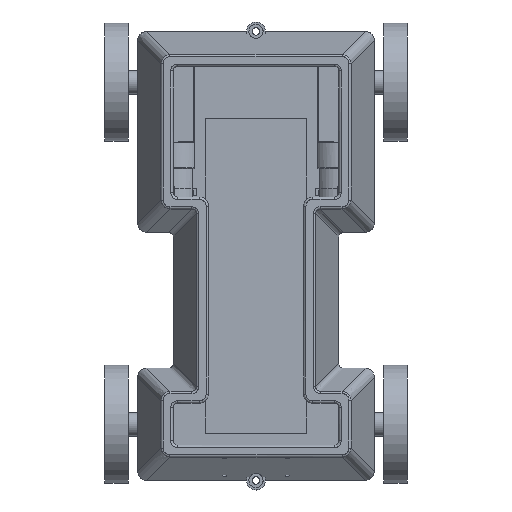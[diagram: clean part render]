
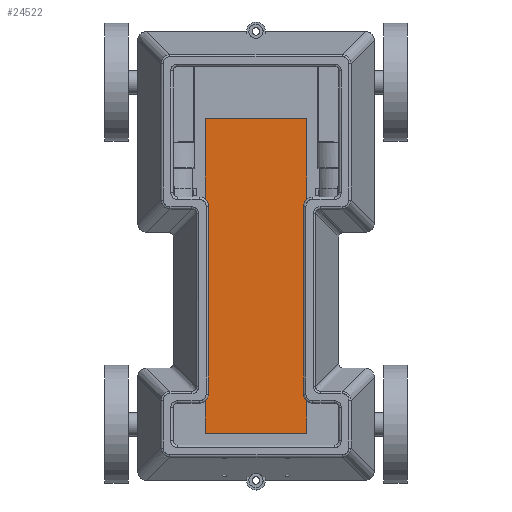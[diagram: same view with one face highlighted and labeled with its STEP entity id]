
A CAD part, top view. The second image highlights one B-rep face of the part: STEP entity #24522.
In plain terms, the highlighted planar face has unit normal (0, 0, 1).
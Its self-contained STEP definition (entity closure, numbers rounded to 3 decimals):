
#24142=CARTESIAN_POINT('Vertex',(21.5,-45.,3.)) ;
#24156=CARTESIAN_POINT('Vertex',(29.5,-45.,3.)) ;
#24159=CARTESIAN_POINT('Line Origine',(25.5,-45.,3.)) ;
#24187=CARTESIAN_POINT('Vertex',(29.5,8.,3.)) ;
#24190=CARTESIAN_POINT('Line Origine',(29.5,-18.5,3.)) ;
#24218=CARTESIAN_POINT('Vertex',(21.5,8.,3.)) ;
#24221=CARTESIAN_POINT('Line Origine',(25.5,8.,3.)) ;
#24249=CARTESIAN_POINT('Vertex',(21.5,58.,3.)) ;
#24252=CARTESIAN_POINT('Line Origine',(21.5,33.,3.)) ;
#24280=CARTESIAN_POINT('Vertex',(-21.5,58.,3.)) ;
#24283=CARTESIAN_POINT('Line Origine',(0.,58.,3.)) ;
#24311=CARTESIAN_POINT('Vertex',(-21.5,8.,3.)) ;
#24314=CARTESIAN_POINT('Line Origine',(-21.5,33.,3.)) ;
#24337=CARTESIAN_POINT('Vertex',(-29.5,8.,3.)) ;
#24340=CARTESIAN_POINT('Line Origine',(-25.5,8.,3.)) ;
#24368=CARTESIAN_POINT('Vertex',(-29.5,-45.,3.)) ;
#24371=CARTESIAN_POINT('Line Origine',(-29.5,-18.5,3.)) ;
#24394=CARTESIAN_POINT('Vertex',(-21.5,-45.,3.)) ;
#24397=CARTESIAN_POINT('Line Origine',(-25.5,-45.,3.)) ;
#24420=CARTESIAN_POINT('Vertex',(-21.5,-75.,3.)) ;
#24423=CARTESIAN_POINT('Line Origine',(-21.5,-60.,3.)) ;
#24451=CARTESIAN_POINT('Vertex',(21.5,-75.,3.)) ;
#24454=CARTESIAN_POINT('Line Origine',(0.,-75.,3.)) ;
#24471=CARTESIAN_POINT('Line Origine',(21.5,-60.,3.)) ;
#24503=CARTESIAN_POINT('Axis2P3D Location',(0.,0.,3.)) ;
#24160=DIRECTION('Vector Direction',(1.,0.,0.)) ;
#24191=DIRECTION('Vector Direction',(0.,1.,0.)) ;
#24222=DIRECTION('Vector Direction',(-1.,0.,0.)) ;
#24253=DIRECTION('Vector Direction',(0.,1.,0.)) ;
#24284=DIRECTION('Vector Direction',(-1.,0.,0.)) ;
#24315=DIRECTION('Vector Direction',(0.,-1.,0.)) ;
#24341=DIRECTION('Vector Direction',(-1.,0.,0.)) ;
#24372=DIRECTION('Vector Direction',(0.,-1.,0.)) ;
#24398=DIRECTION('Vector Direction',(1.,0.,0.)) ;
#24424=DIRECTION('Vector Direction',(0.,-1.,0.)) ;
#24455=DIRECTION('Vector Direction',(1.,0.,0.)) ;
#24472=DIRECTION('Vector Direction',(0.,1.,0.)) ;
#24504=DIRECTION('Axis2P3D Direction',(0.,0.,1.)) ;
#24505=DIRECTION('Axis2P3D XDirection',(1.,0.,0.)) ;
#24506=AXIS2_PLACEMENT_3D('Plane Axis2P3D',#24503,#24504,#24505) ;
#24509=ORIENTED_EDGE('',*,*,#24163,.T.) ;
#24510=ORIENTED_EDGE('',*,*,#24194,.T.) ;
#24511=ORIENTED_EDGE('',*,*,#24225,.T.) ;
#24512=ORIENTED_EDGE('',*,*,#24256,.T.) ;
#24513=ORIENTED_EDGE('',*,*,#24287,.T.) ;
#24514=ORIENTED_EDGE('',*,*,#24318,.T.) ;
#24515=ORIENTED_EDGE('',*,*,#24344,.T.) ;
#24516=ORIENTED_EDGE('',*,*,#24375,.T.) ;
#24517=ORIENTED_EDGE('',*,*,#24401,.T.) ;
#24518=ORIENTED_EDGE('',*,*,#24427,.T.) ;
#24519=ORIENTED_EDGE('',*,*,#24458,.T.) ;
#24520=ORIENTED_EDGE('',*,*,#24475,.T.) ;
#24161=VECTOR('Line Direction',#24160,1.) ;
#24192=VECTOR('Line Direction',#24191,1.) ;
#24223=VECTOR('Line Direction',#24222,1.) ;
#24254=VECTOR('Line Direction',#24253,1.) ;
#24285=VECTOR('Line Direction',#24284,1.) ;
#24316=VECTOR('Line Direction',#24315,1.) ;
#24342=VECTOR('Line Direction',#24341,1.) ;
#24373=VECTOR('Line Direction',#24372,1.) ;
#24399=VECTOR('Line Direction',#24398,1.) ;
#24425=VECTOR('Line Direction',#24424,1.) ;
#24456=VECTOR('Line Direction',#24455,1.) ;
#24473=VECTOR('Line Direction',#24472,1.) ;
#24522=ADVANCED_FACE('PartBody',(#24521),#24507,.T.) ;
#24163=EDGE_CURVE('',#24143,#24157,#24162,.T.) ;
#24194=EDGE_CURVE('',#24157,#24188,#24193,.T.) ;
#24225=EDGE_CURVE('',#24188,#24219,#24224,.T.) ;
#24256=EDGE_CURVE('',#24219,#24250,#24255,.T.) ;
#24287=EDGE_CURVE('',#24250,#24281,#24286,.T.) ;
#24318=EDGE_CURVE('',#24281,#24312,#24317,.T.) ;
#24344=EDGE_CURVE('',#24312,#24338,#24343,.T.) ;
#24375=EDGE_CURVE('',#24338,#24369,#24374,.T.) ;
#24401=EDGE_CURVE('',#24369,#24395,#24400,.T.) ;
#24427=EDGE_CURVE('',#24395,#24421,#24426,.T.) ;
#24458=EDGE_CURVE('',#24421,#24452,#24457,.T.) ;
#24475=EDGE_CURVE('',#24452,#24143,#24474,.T.) ;
#24508=EDGE_LOOP('',(#24509,#24510,#24511,#24512,#24513,#24514,#24515,#24516,#24517,#24518,#24519,#24520)) ;
#24521=FACE_OUTER_BOUND('',#24508,.T.) ;
#24162=LINE('Line',#24159,#24161) ;
#24193=LINE('Line',#24190,#24192) ;
#24224=LINE('Line',#24221,#24223) ;
#24255=LINE('Line',#24252,#24254) ;
#24286=LINE('Line',#24283,#24285) ;
#24317=LINE('Line',#24314,#24316) ;
#24343=LINE('Line',#24340,#24342) ;
#24374=LINE('Line',#24371,#24373) ;
#24400=LINE('Line',#24397,#24399) ;
#24426=LINE('Line',#24423,#24425) ;
#24457=LINE('Line',#24454,#24456) ;
#24474=LINE('Line',#24471,#24473) ;
#24507=PLANE('Plane',#24506) ;
#24143=VERTEX_POINT('',#24142) ;
#24157=VERTEX_POINT('',#24156) ;
#24188=VERTEX_POINT('',#24187) ;
#24219=VERTEX_POINT('',#24218) ;
#24250=VERTEX_POINT('',#24249) ;
#24281=VERTEX_POINT('',#24280) ;
#24312=VERTEX_POINT('',#24311) ;
#24338=VERTEX_POINT('',#24337) ;
#24369=VERTEX_POINT('',#24368) ;
#24395=VERTEX_POINT('',#24394) ;
#24421=VERTEX_POINT('',#24420) ;
#24452=VERTEX_POINT('',#24451) ;
